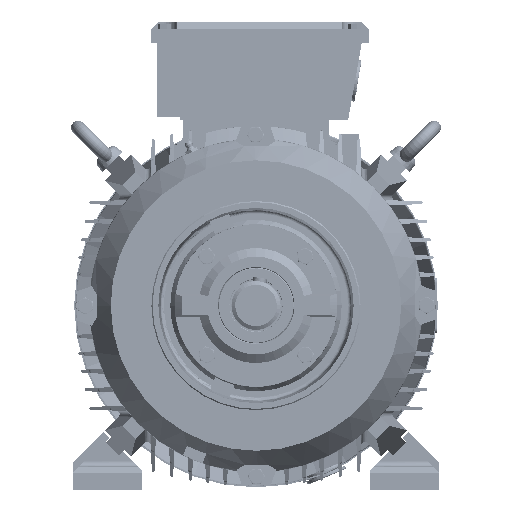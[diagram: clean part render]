
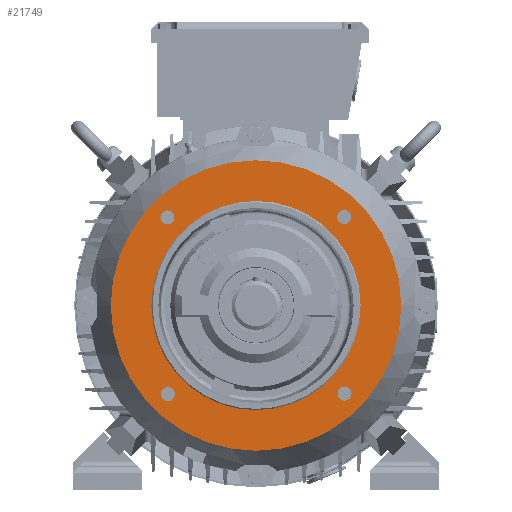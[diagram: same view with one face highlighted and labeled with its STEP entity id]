
A CAD part, left-side view. The second image highlights one B-rep face of the part: STEP entity #21749.
In plain terms, the highlighted planar face has unit normal (-1, 0, 0).
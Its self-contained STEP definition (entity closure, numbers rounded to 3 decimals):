
#14352 = EDGE_CURVE ( 'NONE', #14354, #14356, #78281, .T. ) ;
#14354 = VERTEX_POINT ( 'NONE', #78273 ) ;
#14356 = VERTEX_POINT ( 'NONE', #78269 ) ;
#14411 = EDGE_CURVE ( 'NONE', #14413, #14416, #78595, .T. ) ;
#14413 = VERTEX_POINT ( 'NONE', #78584 ) ;
#14416 = VERTEX_POINT ( 'NONE', #78569 ) ;
#14445 = EDGE_CURVE ( 'NONE', #14449, #14452, #78674, .T. ) ;
#14449 = VERTEX_POINT ( 'NONE', #78763 ) ;
#14452 = VERTEX_POINT ( 'NONE', #78760 ) ;
#14486 = VERTEX_POINT ( 'NONE', #78997 ) ;
#14540 = EDGE_CURVE ( 'NONE', #14486, #14546, #79467, .T. ) ;
#14546 = VERTEX_POINT ( 'NONE', #79652 ) ;
#15762 = VERTEX_POINT ( 'NONE', #85196 ) ;
#15771 = EDGE_CURVE ( 'NONE', #15773, #15762, #85382, .T. ) ;
#15773 = VERTEX_POINT ( 'NONE', #85372 ) ;
#15792 = EDGE_CURVE ( 'NONE', #15854, #15856, #85477, .T. ) ;
#15854 = VERTEX_POINT ( 'NONE', #85836 ) ;
#15856 = VERTEX_POINT ( 'NONE', #85820 ) ;
#21730 = EDGE_CURVE ( 'NONE', #15856, #15854, #105368, .T. ) ;
#21749 = ADVANCED_FACE ( 'NONE', ( #105463, #105461, #105459, #105458, #105456, #105454 ), #105453, .F. ) ;
#21753 = EDGE_LOOP ( 'NONE', ( #21763, #21770 ) ) ;
#21763 = ORIENTED_EDGE ( 'NONE', *, *, #14411, .F. ) ;
#21770 = ORIENTED_EDGE ( 'NONE', *, *, #21772, .F. ) ;
#21772 = EDGE_CURVE ( 'NONE', #14416, #14413, #105556, .T. ) ;
#21775 = EDGE_LOOP ( 'NONE', ( #21781, #21787 ) ) ;
#21781 = ORIENTED_EDGE ( 'NONE', *, *, #14352, .F. ) ;
#21787 = ORIENTED_EDGE ( 'NONE', *, *, #21789, .F. ) ;
#21789 = EDGE_CURVE ( 'NONE', #14356, #14354, #105635, .T. ) ;
#21797 = EDGE_LOOP ( 'NONE', ( #21802, #21808 ) ) ;
#21802 = ORIENTED_EDGE ( 'NONE', *, *, #14445, .F. ) ;
#21808 = ORIENTED_EDGE ( 'NONE', *, *, #21813, .F. ) ;
#21813 = EDGE_CURVE ( 'NONE', #14452, #14449, #105586, .T. ) ;
#21815 = EDGE_LOOP ( 'NONE', ( #21833, #21843 ) ) ;
#21833 = ORIENTED_EDGE ( 'NONE', *, *, #14540, .F. ) ;
#21843 = ORIENTED_EDGE ( 'NONE', *, *, #21845, .F. ) ;
#21845 = EDGE_CURVE ( 'NONE', #14546, #14486, #105646, .T. ) ;
#21850 = EDGE_LOOP ( 'NONE', ( #21856, #21869 ) ) ;
#21856 = ORIENTED_EDGE ( 'NONE', *, *, #15792, .F. ) ;
#21869 = ORIENTED_EDGE ( 'NONE', *, *, #21730, .F. ) ;
#21872 = EDGE_LOOP ( 'NONE', ( #21877, #21885 ) ) ;
#21877 = ORIENTED_EDGE ( 'NONE', *, *, #15771, .T. ) ;
#21885 = ORIENTED_EDGE ( 'NONE', *, *, #21888, .T. ) ;
#21888 = EDGE_CURVE ( 'NONE', #15762, #15773, #105832, .T. ) ;
#78269 = CARTESIAN_POINT ( 'NONE',  ( -24., -76.014, -70.014 ) ) ;
#78273 = CARTESIAN_POINT ( 'NONE',  ( -24., -76.014, -82.014 ) ) ;
#78276 = DIRECTION ( 'NONE',  ( 0., 0., -1. ) ) ;
#78278 = DIRECTION ( 'NONE',  ( -1., 0., 0. ) ) ;
#78279 = AXIS2_PLACEMENT_3D ( 'NONE', #78314, #78278, #78276 ) ;
#78281 = CIRCLE ( 'NONE', #78279, 6. ) ;
#78314 = CARTESIAN_POINT ( 'NONE',  ( -24., -76.014, -76.014 ) ) ;
#78569 = CARTESIAN_POINT ( 'NONE',  ( -24., -76.014, 82.014 ) ) ;
#78584 = CARTESIAN_POINT ( 'NONE',  ( -24., -76.014, 70.014 ) ) ;
#78587 = DIRECTION ( 'NONE',  ( 0., 0., -1. ) ) ;
#78590 = DIRECTION ( 'NONE',  ( -1., 0., 0. ) ) ;
#78592 = CARTESIAN_POINT ( 'NONE',  ( -24., -76.014, 76.014 ) ) ;
#78594 = AXIS2_PLACEMENT_3D ( 'NONE', #78592, #78590, #78587 ) ;
#78595 = CIRCLE ( 'NONE', #78594, 6. ) ;
#78674 = CIRCLE ( 'NONE', #78771, 6. ) ;
#78760 = CARTESIAN_POINT ( 'NONE',  ( -24., 76.014, -70.014 ) ) ;
#78763 = CARTESIAN_POINT ( 'NONE',  ( -24., 76.014, -82.014 ) ) ;
#78765 = DIRECTION ( 'NONE',  ( 0., 0., -1. ) ) ;
#78767 = DIRECTION ( 'NONE',  ( -1., 0., 0. ) ) ;
#78769 = CARTESIAN_POINT ( 'NONE',  ( -24., 76.014, -76.014 ) ) ;
#78771 = AXIS2_PLACEMENT_3D ( 'NONE', #78769, #78767, #78765 ) ;
#78997 = CARTESIAN_POINT ( 'NONE',  ( -24., 76.014, 70.014 ) ) ;
#79456 = DIRECTION ( 'NONE',  ( 0., 0., -1. ) ) ;
#79459 = DIRECTION ( 'NONE',  ( -1., 0., 0. ) ) ;
#79461 = CARTESIAN_POINT ( 'NONE',  ( -24., 76.014, 76.014 ) ) ;
#79464 = AXIS2_PLACEMENT_3D ( 'NONE', #79461, #79459, #79456 ) ;
#79467 = CIRCLE ( 'NONE', #79464, 6. ) ;
#79652 = CARTESIAN_POINT ( 'NONE',  ( -24., 76.014, 82.014 ) ) ;
#85196 = CARTESIAN_POINT ( 'NONE',  ( -24., 0., -125. ) ) ;
#85372 = CARTESIAN_POINT ( 'NONE',  ( -24., 0., 125. ) ) ;
#85374 = DIRECTION ( 'NONE',  ( 0., 0., 1. ) ) ;
#85376 = DIRECTION ( 'NONE',  ( -1., 0., 0. ) ) ;
#85379 = AXIS2_PLACEMENT_3D ( 'NONE', #85414, #85376, #85374 ) ;
#85382 = CIRCLE ( 'NONE', #85379, 125. ) ;
#85414 = CARTESIAN_POINT ( 'NONE',  ( -24., 0., 0. ) ) ;
#85469 = DIRECTION ( 'NONE',  ( 0., 0., 1. ) ) ;
#85472 = DIRECTION ( 'NONE',  ( -1., 0., 0. ) ) ;
#85476 = AXIS2_PLACEMENT_3D ( 'NONE', #85498, #85472, #85469 ) ;
#85477 = CIRCLE ( 'NONE', #85476, 90. ) ;
#85498 = CARTESIAN_POINT ( 'NONE',  ( -24., 0., 0. ) ) ;
#85820 = CARTESIAN_POINT ( 'NONE',  ( -24., 0., -90. ) ) ;
#85836 = CARTESIAN_POINT ( 'NONE',  ( -24., 0., 90. ) ) ;
#105368 = CIRCLE ( 'NONE', #105504, 90. ) ;
#105444 = DIRECTION ( 'NONE',  ( 0., 0., -1. ) ) ;
#105445 = DIRECTION ( 'NONE',  ( 1., 0., 0. ) ) ;
#105446 = CARTESIAN_POINT ( 'NONE',  ( -24., 90., 0. ) ) ;
#105448 = AXIS2_PLACEMENT_3D ( 'NONE', #105446, #105445, #105444 ) ;
#105453 = PLANE ( 'NONE',  #105448 ) ;
#105454 = FACE_OUTER_BOUND ( 'NONE', #21872, .T. ) ;
#105456 = FACE_BOUND ( 'NONE', #21850, .T. ) ;
#105458 = FACE_BOUND ( 'NONE', #21815, .T. ) ;
#105459 = FACE_BOUND ( 'NONE', #21797, .T. ) ;
#105461 = FACE_BOUND ( 'NONE', #21775, .T. ) ;
#105463 = FACE_BOUND ( 'NONE', #21753, .T. ) ;
#105500 = DIRECTION ( 'NONE',  ( 0., 0., 1. ) ) ;
#105501 = DIRECTION ( 'NONE',  ( -1., 0., 0. ) ) ;
#105503 = CARTESIAN_POINT ( 'NONE',  ( -24., 0., 0. ) ) ;
#105504 = AXIS2_PLACEMENT_3D ( 'NONE', #105503, #105501, #105500 ) ;
#105539 = DIRECTION ( 'NONE',  ( 0., 0., -1. ) ) ;
#105541 = DIRECTION ( 'NONE',  ( -1., 0., 0. ) ) ;
#105543 = CARTESIAN_POINT ( 'NONE',  ( -24., -76.014, 76.014 ) ) ;
#105544 = AXIS2_PLACEMENT_3D ( 'NONE', #105543, #105541, #105539 ) ;
#105556 = CIRCLE ( 'NONE', #105544, 6. ) ;
#105581 = DIRECTION ( 'NONE',  ( 0., 0., -1. ) ) ;
#105583 = DIRECTION ( 'NONE',  ( -1., 0., 0. ) ) ;
#105584 = AXIS2_PLACEMENT_3D ( 'NONE', #105599, #105583, #105581 ) ;
#105586 = CIRCLE ( 'NONE', #105584, 6. ) ;
#105599 = CARTESIAN_POINT ( 'NONE',  ( -24., 76.014, -76.014 ) ) ;
#105630 = DIRECTION ( 'NONE',  ( 0., 0., -1. ) ) ;
#105632 = DIRECTION ( 'NONE',  ( -1., 0., 0. ) ) ;
#105633 = CARTESIAN_POINT ( 'NONE',  ( -24., -76.014, -76.014 ) ) ;
#105634 = AXIS2_PLACEMENT_3D ( 'NONE', #105633, #105632, #105630 ) ;
#105635 = CIRCLE ( 'NONE', #105634, 6. ) ;
#105646 = CIRCLE ( 'NONE', #105649, 6. ) ;
#105649 = AXIS2_PLACEMENT_3D ( 'NONE', #105763, #105762, #105760 ) ;
#105760 = DIRECTION ( 'NONE',  ( 0., 0., -1. ) ) ;
#105762 = DIRECTION ( 'NONE',  ( -1., 0., 0. ) ) ;
#105763 = CARTESIAN_POINT ( 'NONE',  ( -24., 76.014, 76.014 ) ) ;
#105825 = DIRECTION ( 'NONE',  ( 0., 0., 1. ) ) ;
#105827 = DIRECTION ( 'NONE',  ( -1., 0., 0. ) ) ;
#105828 = CARTESIAN_POINT ( 'NONE',  ( -24., 0., 0. ) ) ;
#105830 = AXIS2_PLACEMENT_3D ( 'NONE', #105828, #105827, #105825 ) ;
#105832 = CIRCLE ( 'NONE', #105830, 125. ) ;
